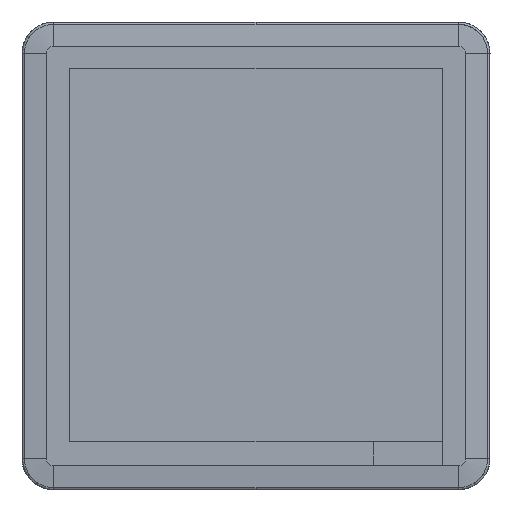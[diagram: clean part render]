
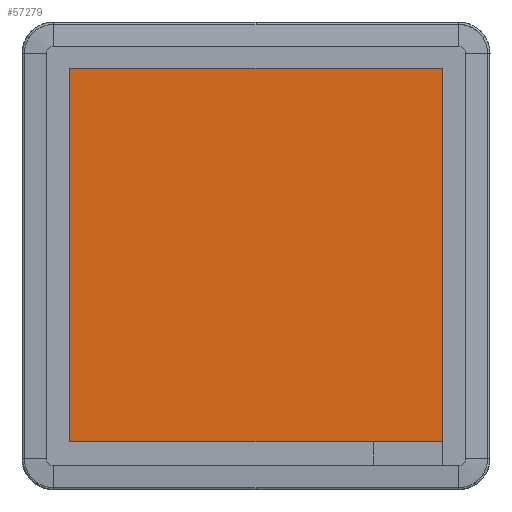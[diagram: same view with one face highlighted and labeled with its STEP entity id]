
A CAD part, front view. The second image highlights one B-rep face of the part: STEP entity #57279.
In plain terms, the highlighted planar face has unit normal (0, -1, 0).
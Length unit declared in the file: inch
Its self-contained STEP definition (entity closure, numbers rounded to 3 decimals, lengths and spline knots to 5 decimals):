
#496 = CARTESIAN_POINT ( 'NONE',  ( -3.20093, -1.14182, -3.18899 ) ) ;
#1061 = ORIENTED_EDGE ( 'NONE', *, *, #59702, .T. ) ;
#7241 = VERTEX_POINT ( 'NONE', #44813 ) ;
#8009 = DIRECTION ( 'NONE',  ( 0., 0., 1. ) ) ;
#8102 = EDGE_CURVE ( 'NONE', #7241, #27292, #36483, .T. ) ;
#8831 = LINE ( 'NONE', #29864, #27663 ) ;
#8842 = LINE ( 'NONE', #34656, #83458 ) ;
#14755 = PLANE ( 'NONE',  #75228 ) ;
#15012 = VECTOR ( 'NONE', #42705, 39.37008 ) ;
#16029 = VERTEX_POINT ( 'NONE', #78368 ) ;
#16313 = ORIENTED_EDGE ( 'NONE', *, *, #62024, .T. ) ;
#18133 = ORIENTED_EDGE ( 'NONE', *, *, #43737, .T. ) ;
#18672 = ORIENTED_EDGE ( 'NONE', *, *, #23567, .T. ) ;
#20557 = ORIENTED_EDGE ( 'NONE', *, *, #56586, .T. ) ;
#20620 = CARTESIAN_POINT ( 'NONE',  ( 3.52143, -1.14182, 3.21652 ) ) ;
#21989 = LINE ( 'NONE', #47804, #15012 ) ;
#23493 = DIRECTION ( 'NONE',  ( 1., 0., 0. ) ) ;
#23567 = EDGE_CURVE ( 'NONE', #57672, #74536, #21989, .T. ) ;
#27292 = VERTEX_POINT ( 'NONE', #73757 ) ;
#27400 = DIRECTION ( 'NONE',  ( -1., 0., 0. ) ) ;
#27663 = VECTOR ( 'NONE', #23493, 39.37008 ) ;
#27812 = LINE ( 'NONE', #20620, #49418 ) ;
#29864 = CARTESIAN_POINT ( 'NONE',  ( -3.20093, -1.14182, -3.18899 ) ) ;
#31383 = CARTESIAN_POINT ( 'NONE',  ( -3.20093, -1.14182, -3.18899 ) ) ;
#31908 = VECTOR ( 'NONE', #69999, 39.37008 ) ;
#32218 = VERTEX_POINT ( 'NONE', #496 ) ;
#33663 = CARTESIAN_POINT ( 'NONE',  ( -3.20093, -1.14182, -3.83002 ) ) ;
#34656 = CARTESIAN_POINT ( 'NONE',  ( 3.20087, -1.14182, 3.89786 ) ) ;
#36483 = LINE ( 'NONE', #31383, #64657 ) ;
#37245 = CARTESIAN_POINT ( 'NONE',  ( 3.20087, -1.14182, 3.21652 ) ) ;
#40568 = CARTESIAN_POINT ( 'NONE',  ( -3.20093, -1.14182, -3.18899 ) ) ;
#41389 = DIRECTION ( 'NONE',  ( 0., 0., -1. ) ) ;
#42705 = DIRECTION ( 'NONE',  ( -1., 0., 0. ) ) ;
#43737 = EDGE_CURVE ( 'NONE', #27292, #16029, #8831, .T. ) ;
#44164 = LINE ( 'NONE', #70818, #31908 ) ;
#44813 = CARTESIAN_POINT ( 'NONE',  ( -0.00003, -1.14182, -3.18899 ) ) ;
#45559 = VERTEX_POINT ( 'NONE', #37245 ) ;
#47804 = CARTESIAN_POINT ( 'NONE',  ( -3.20093, -1.14182, 3.21652 ) ) ;
#49418 = VECTOR ( 'NONE', #27400, 39.37008 ) ;
#50837 = ORIENTED_EDGE ( 'NONE', *, *, #8102, .T. ) ;
#51355 = CARTESIAN_POINT ( 'NONE',  ( -3.20093, -1.14182, 3.21652 ) ) ;
#54088 = FACE_OUTER_BOUND ( 'NONE', #73293, .T. ) ;
#54505 = DIRECTION ( 'NONE',  ( 0., -1., 0. ) ) ;
#55912 = EDGE_CURVE ( 'NONE', #45559, #57672, #27812, .T. ) ;
#56586 = EDGE_CURVE ( 'NONE', #32218, #7241, #44164, .T. ) ;
#57206 = DIRECTION ( 'NONE',  ( 1., 0., 0. ) ) ;
#57279 = ADVANCED_FACE ( 'NONE', ( #54088 ), #14755, .T. ) ;
#57672 = VERTEX_POINT ( 'NONE', #80218 ) ;
#59702 = EDGE_CURVE ( 'NONE', #16029, #45559, #8842, .T. ) ;
#60318 = LINE ( 'NONE', #33663, #64558 ) ;
#62024 = EDGE_CURVE ( 'NONE', #74536, #32218, #60318, .T. ) ;
#64558 = VECTOR ( 'NONE', #79344, 39.37008 ) ;
#64657 = VECTOR ( 'NONE', #57206, 39.37008 ) ;
#69911 = ORIENTED_EDGE ( 'NONE', *, *, #55912, .T. ) ;
#69999 = DIRECTION ( 'NONE',  ( 1., 0., 0. ) ) ;
#70818 = CARTESIAN_POINT ( 'NONE',  ( -3.52149, -1.14182, -3.18899 ) ) ;
#73293 = EDGE_LOOP ( 'NONE', ( #18672, #16313, #20557, #50837, #18133, #1061, #69911 ) ) ;
#73757 = CARTESIAN_POINT ( 'NONE',  ( 2.01507, -1.14182, -3.18899 ) ) ;
#74536 = VERTEX_POINT ( 'NONE', #51355 ) ;
#75228 = AXIS2_PLACEMENT_3D ( 'NONE', #40568, #54505, #41389 ) ;
#78368 = CARTESIAN_POINT ( 'NONE',  ( 3.20087, -1.14182, -3.18899 ) ) ;
#79344 = DIRECTION ( 'NONE',  ( 0., 0., -1. ) ) ;
#80218 = CARTESIAN_POINT ( 'NONE',  ( -0.00003, -1.14182, 3.21652 ) ) ;
#83458 = VECTOR ( 'NONE', #8009, 39.37008 ) ;
